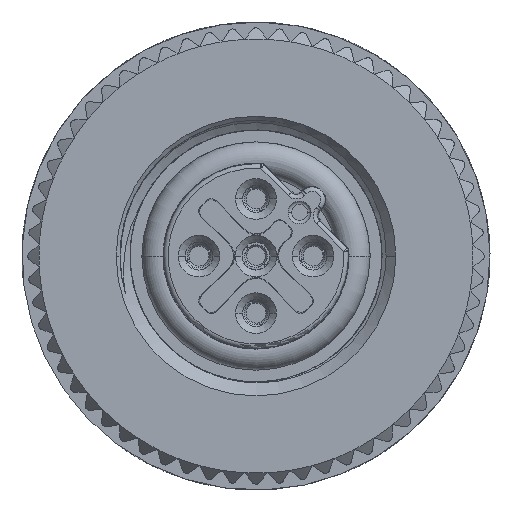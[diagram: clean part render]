
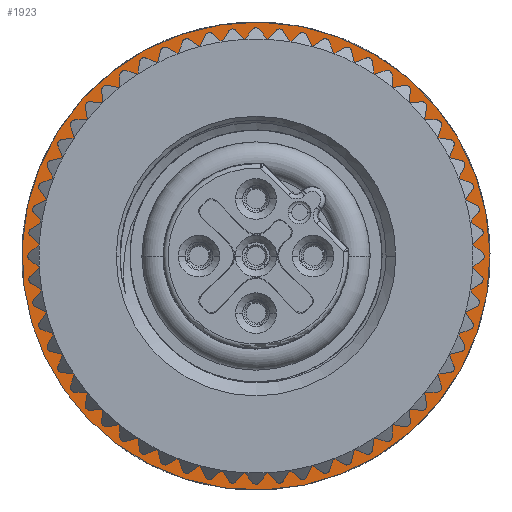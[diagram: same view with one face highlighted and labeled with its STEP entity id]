
A CAD part, front view. The second image highlights one B-rep face of the part: STEP entity #1923.
In plain terms, the highlighted planar face has unit normal (0, -1, 0).
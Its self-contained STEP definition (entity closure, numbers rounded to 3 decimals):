
#364=FACE_BOUND('',#4519,.T.);
#365=FACE_BOUND('',#4520,.T.);
#474=CIRCLE('',#19824,10.25);
#546=CIRCLE('',#19954,10.25);
#547=CIRCLE('',#19956,8.95);
#548=CIRCLE('',#19957,8.95);
#1394=PLANE('',#19958);
#1923=ADVANCED_FACE('',(#364,#365),#1394,.F.);
#4519=EDGE_LOOP('',(#7428,#7429));
#4520=EDGE_LOOP('',(#7430,#7431));
#7428=ORIENTED_EDGE('',*,*,#14931,.T.);
#7429=ORIENTED_EDGE('',*,*,#14932,.T.);
#7430=ORIENTED_EDGE('',*,*,#14798,.T.);
#7431=ORIENTED_EDGE('',*,*,#14930,.T.);
#12769=VERTEX_POINT('',#30152);
#12770=VERTEX_POINT('',#30154);
#12835=VERTEX_POINT('',#30476);
#12836=VERTEX_POINT('',#30477);
#14798=EDGE_CURVE('',#12770,#12769,#474,.T.);
#14930=EDGE_CURVE('',#12769,#12770,#546,.T.);
#14931=EDGE_CURVE('',#12835,#12836,#547,.T.);
#14932=EDGE_CURVE('',#12836,#12835,#548,.T.);
#19824=AXIS2_PLACEMENT_3D('',#30153,#22083,#22084);
#19954=AXIS2_PLACEMENT_3D('',#30473,#22384,#22385);
#19956=AXIS2_PLACEMENT_3D('',#30475,#22388,#22389);
#19957=AXIS2_PLACEMENT_3D('',#30478,#22390,#22391);
#19958=AXIS2_PLACEMENT_3D('',#30479,#22392,#22393);
#22083=DIRECTION('',(0.,-1.,0.));
#22084=DIRECTION('',(-0.992,0.,-0.126));
#22384=DIRECTION('',(0.,-1.,0.));
#22385=DIRECTION('',(-0.605,0.,-0.796));
#22388=DIRECTION('',(0.,1.,0.));
#22389=DIRECTION('',(1.,0.,0.));
#22390=DIRECTION('',(0.,1.,0.));
#22391=DIRECTION('',(-1.,0.,0.));
#22392=DIRECTION('',(0.,1.,0.));
#22393=DIRECTION('',(1.,0.,0.));
#30152=CARTESIAN_POINT('',(-6.199,29.305,-8.163));
#30153=CARTESIAN_POINT('',(0.,29.305,0.));
#30154=CARTESIAN_POINT('',(-10.169,29.305,-1.287));
#30473=CARTESIAN_POINT('',(0.,29.305,0.));
#30475=CARTESIAN_POINT('',(0.,29.305,0.));
#30476=CARTESIAN_POINT('',(8.95,29.305,0.));
#30477=CARTESIAN_POINT('',(-8.95,29.305,0.));
#30478=CARTESIAN_POINT('',(0.,29.305,0.));
#30479=CARTESIAN_POINT('',(0.,29.305,0.));
